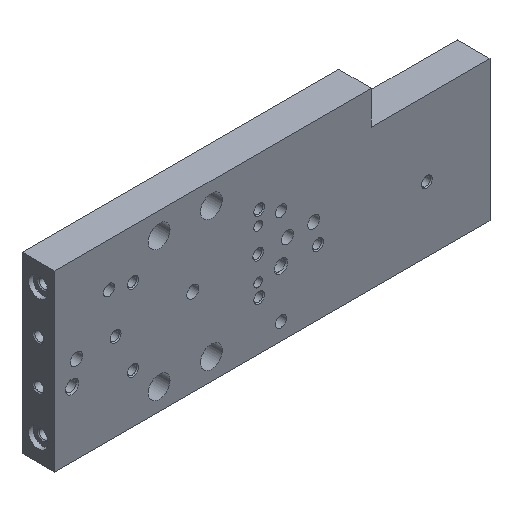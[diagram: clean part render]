
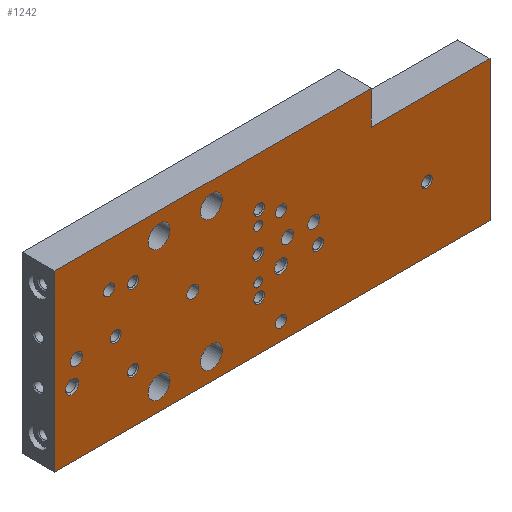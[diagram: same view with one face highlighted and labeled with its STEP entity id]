
A CAD part, isometric view. The second image highlights one B-rep face of the part: STEP entity #1242.
In plain terms, the highlighted planar face has unit normal (0, -1, 0).
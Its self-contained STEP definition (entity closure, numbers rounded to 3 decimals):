
#57=LINE('',#2022,#75);
#61=LINE('',#2031,#79);
#64=LINE('',#2037,#82);
#67=LINE('',#2043,#85);
#70=LINE('',#2049,#88);
#73=LINE('',#2055,#91);
#75=VECTOR('',#1561,1000.);
#79=VECTOR('',#1567,1000.);
#82=VECTOR('',#1572,1000.);
#85=VECTOR('',#1577,1000.);
#88=VECTOR('',#1582,1000.);
#91=VECTOR('',#1587,1000.);
#100=PLANE('',#1378);
#174=ORIENTED_EDGE('',*,*,#418,.F.);
#175=ORIENTED_EDGE('',*,*,#419,.F.);
#176=ORIENTED_EDGE('',*,*,#420,.F.);
#177=ORIENTED_EDGE('',*,*,#421,.F.);
#178=ORIENTED_EDGE('',*,*,#422,.F.);
#179=ORIENTED_EDGE('',*,*,#423,.F.);
#180=ORIENTED_EDGE('',*,*,#424,.F.);
#181=ORIENTED_EDGE('',*,*,#425,.F.);
#182=ORIENTED_EDGE('',*,*,#426,.F.);
#183=ORIENTED_EDGE('',*,*,#427,.F.);
#184=ORIENTED_EDGE('',*,*,#428,.F.);
#185=ORIENTED_EDGE('',*,*,#429,.F.);
#186=ORIENTED_EDGE('',*,*,#430,.F.);
#187=ORIENTED_EDGE('',*,*,#431,.F.);
#188=ORIENTED_EDGE('',*,*,#432,.F.);
#189=ORIENTED_EDGE('',*,*,#433,.F.);
#190=ORIENTED_EDGE('',*,*,#434,.F.);
#191=ORIENTED_EDGE('',*,*,#435,.F.);
#192=ORIENTED_EDGE('',*,*,#436,.F.);
#193=ORIENTED_EDGE('',*,*,#437,.F.);
#194=ORIENTED_EDGE('',*,*,#438,.F.);
#195=ORIENTED_EDGE('',*,*,#439,.F.);
#196=ORIENTED_EDGE('',*,*,#440,.F.);
#197=ORIENTED_EDGE('',*,*,#377,.F.);
#198=ORIENTED_EDGE('',*,*,#393,.F.);
#199=ORIENTED_EDGE('',*,*,#390,.F.);
#200=ORIENTED_EDGE('',*,*,#387,.F.);
#201=ORIENTED_EDGE('',*,*,#384,.F.);
#202=ORIENTED_EDGE('',*,*,#381,.F.);
#377=EDGE_CURVE('',#505,#506,#57,.T.);
#381=EDGE_CURVE('',#506,#509,#61,.T.);
#384=EDGE_CURVE('',#509,#511,#64,.T.);
#387=EDGE_CURVE('',#511,#513,#67,.T.);
#390=EDGE_CURVE('',#513,#515,#70,.T.);
#393=EDGE_CURVE('',#515,#505,#73,.T.);
#418=EDGE_CURVE('',#540,#540,#652,.T.);
#419=EDGE_CURVE('',#541,#541,#653,.T.);
#420=EDGE_CURVE('',#542,#542,#654,.T.);
#421=EDGE_CURVE('',#543,#543,#655,.T.);
#422=EDGE_CURVE('',#544,#544,#656,.T.);
#423=EDGE_CURVE('',#545,#545,#657,.T.);
#424=EDGE_CURVE('',#546,#546,#658,.T.);
#425=EDGE_CURVE('',#547,#547,#659,.T.);
#426=EDGE_CURVE('',#548,#548,#660,.T.);
#427=EDGE_CURVE('',#549,#549,#661,.T.);
#428=EDGE_CURVE('',#550,#550,#662,.T.);
#429=EDGE_CURVE('',#551,#551,#663,.T.);
#430=EDGE_CURVE('',#552,#552,#664,.T.);
#431=EDGE_CURVE('',#553,#553,#665,.T.);
#432=EDGE_CURVE('',#554,#554,#666,.T.);
#433=EDGE_CURVE('',#555,#555,#667,.T.);
#434=EDGE_CURVE('',#556,#556,#668,.T.);
#435=EDGE_CURVE('',#557,#557,#669,.T.);
#436=EDGE_CURVE('',#558,#558,#670,.T.);
#437=EDGE_CURVE('',#559,#559,#671,.T.);
#438=EDGE_CURVE('',#560,#560,#672,.T.);
#439=EDGE_CURVE('',#561,#561,#673,.T.);
#440=EDGE_CURVE('',#562,#562,#674,.T.);
#505=VERTEX_POINT('',#2023);
#506=VERTEX_POINT('',#2024);
#509=VERTEX_POINT('',#2032);
#511=VERTEX_POINT('',#2038);
#513=VERTEX_POINT('',#2044);
#515=VERTEX_POINT('',#2050);
#540=VERTEX_POINT('',#2106);
#541=VERTEX_POINT('',#2108);
#542=VERTEX_POINT('',#2110);
#543=VERTEX_POINT('',#2112);
#544=VERTEX_POINT('',#2114);
#545=VERTEX_POINT('',#2116);
#546=VERTEX_POINT('',#2118);
#547=VERTEX_POINT('',#2120);
#548=VERTEX_POINT('',#2122);
#549=VERTEX_POINT('',#2124);
#550=VERTEX_POINT('',#2126);
#551=VERTEX_POINT('',#2128);
#552=VERTEX_POINT('',#2130);
#553=VERTEX_POINT('',#2132);
#554=VERTEX_POINT('',#2134);
#555=VERTEX_POINT('',#2136);
#556=VERTEX_POINT('',#2138);
#557=VERTEX_POINT('',#2140);
#558=VERTEX_POINT('',#2142);
#559=VERTEX_POINT('',#2144);
#560=VERTEX_POINT('',#2146);
#561=VERTEX_POINT('',#2148);
#562=VERTEX_POINT('',#2150);
#652=CIRCLE('',#1379,2.5);
#653=CIRCLE('',#1380,2.5);
#654=CIRCLE('',#1381,2.5);
#655=CIRCLE('',#1382,2.5);
#656=CIRCLE('',#1383,2.);
#657=CIRCLE('',#1384,2.);
#658=CIRCLE('',#1385,2.5);
#659=CIRCLE('',#1386,2.5);
#660=CIRCLE('',#1387,2.5);
#661=CIRCLE('',#1388,2.5);
#662=CIRCLE('',#1389,2.5);
#663=CIRCLE('',#1390,2.5);
#664=CIRCLE('',#1391,2.5);
#665=CIRCLE('',#1392,3.);
#666=CIRCLE('',#1393,3.);
#667=CIRCLE('',#1394,5.);
#668=CIRCLE('',#1395,5.);
#669=CIRCLE('',#1396,5.);
#670=CIRCLE('',#1397,5.);
#671=CIRCLE('',#1398,2.75);
#672=CIRCLE('',#1399,2.75);
#673=CIRCLE('',#1400,2.75);
#674=CIRCLE('',#1401,2.75);
#769=EDGE_LOOP('',(#174));
#770=EDGE_LOOP('',(#175));
#771=EDGE_LOOP('',(#176));
#772=EDGE_LOOP('',(#177));
#773=EDGE_LOOP('',(#178));
#774=EDGE_LOOP('',(#179));
#775=EDGE_LOOP('',(#180));
#776=EDGE_LOOP('',(#181));
#777=EDGE_LOOP('',(#182));
#778=EDGE_LOOP('',(#183));
#779=EDGE_LOOP('',(#184));
#780=EDGE_LOOP('',(#185));
#781=EDGE_LOOP('',(#186));
#782=EDGE_LOOP('',(#187));
#783=EDGE_LOOP('',(#188));
#784=EDGE_LOOP('',(#189));
#785=EDGE_LOOP('',(#190));
#786=EDGE_LOOP('',(#191));
#787=EDGE_LOOP('',(#192));
#788=EDGE_LOOP('',(#193));
#789=EDGE_LOOP('',(#194));
#790=EDGE_LOOP('',(#195));
#791=EDGE_LOOP('',(#196));
#792=EDGE_LOOP('',(#197,#198,#199,#200,#201,#202));
#997=FACE_BOUND('',#769,.T.);
#998=FACE_BOUND('',#770,.T.);
#999=FACE_BOUND('',#771,.T.);
#1000=FACE_BOUND('',#772,.T.);
#1001=FACE_BOUND('',#773,.T.);
#1002=FACE_BOUND('',#774,.T.);
#1003=FACE_BOUND('',#775,.T.);
#1004=FACE_BOUND('',#776,.T.);
#1005=FACE_BOUND('',#777,.T.);
#1006=FACE_BOUND('',#778,.T.);
#1007=FACE_BOUND('',#779,.T.);
#1008=FACE_BOUND('',#780,.T.);
#1009=FACE_BOUND('',#781,.T.);
#1010=FACE_BOUND('',#782,.T.);
#1011=FACE_BOUND('',#783,.T.);
#1012=FACE_BOUND('',#784,.T.);
#1013=FACE_BOUND('',#785,.T.);
#1014=FACE_BOUND('',#786,.T.);
#1015=FACE_BOUND('',#787,.T.);
#1016=FACE_BOUND('',#788,.T.);
#1017=FACE_BOUND('',#789,.T.);
#1018=FACE_BOUND('',#790,.T.);
#1019=FACE_BOUND('',#791,.T.);
#1020=FACE_BOUND('',#792,.T.);
#1242=ADVANCED_FACE('',(#997,#998,#999,#1000,#1001,#1002,#1003,#1004,#1005,
#1006,#1007,#1008,#1009,#1010,#1011,#1012,#1013,#1014,#1015,#1016,#1017,
#1018,#1019,#1020),#100,.F.);
#1378=AXIS2_PLACEMENT_3D('',#2104,#1637,#1638);
#1379=AXIS2_PLACEMENT_3D('',#2105,#1639,#1640);
#1380=AXIS2_PLACEMENT_3D('',#2107,#1641,#1642);
#1381=AXIS2_PLACEMENT_3D('',#2109,#1643,#1644);
#1382=AXIS2_PLACEMENT_3D('',#2111,#1645,#1646);
#1383=AXIS2_PLACEMENT_3D('',#2113,#1647,#1648);
#1384=AXIS2_PLACEMENT_3D('',#2115,#1649,#1650);
#1385=AXIS2_PLACEMENT_3D('',#2117,#1651,#1652);
#1386=AXIS2_PLACEMENT_3D('',#2119,#1653,#1654);
#1387=AXIS2_PLACEMENT_3D('',#2121,#1655,#1656);
#1388=AXIS2_PLACEMENT_3D('',#2123,#1657,#1658);
#1389=AXIS2_PLACEMENT_3D('',#2125,#1659,#1660);
#1390=AXIS2_PLACEMENT_3D('',#2127,#1661,#1662);
#1391=AXIS2_PLACEMENT_3D('',#2129,#1663,#1664);
#1392=AXIS2_PLACEMENT_3D('',#2131,#1665,#1666);
#1393=AXIS2_PLACEMENT_3D('',#2133,#1667,#1668);
#1394=AXIS2_PLACEMENT_3D('',#2135,#1669,#1670);
#1395=AXIS2_PLACEMENT_3D('',#2137,#1671,#1672);
#1396=AXIS2_PLACEMENT_3D('',#2139,#1673,#1674);
#1397=AXIS2_PLACEMENT_3D('',#2141,#1675,#1676);
#1398=AXIS2_PLACEMENT_3D('',#2143,#1677,#1678);
#1399=AXIS2_PLACEMENT_3D('',#2145,#1679,#1680);
#1400=AXIS2_PLACEMENT_3D('',#2147,#1681,#1682);
#1401=AXIS2_PLACEMENT_3D('',#2149,#1683,#1684);
#1561=DIRECTION('',(0.,0.,1.));
#1567=DIRECTION('',(1.,0.,0.));
#1572=DIRECTION('',(0.,0.,-1.));
#1577=DIRECTION('',(1.,0.,0.));
#1582=DIRECTION('',(0.,0.,-1.));
#1587=DIRECTION('',(-1.,0.,0.));
#1637=DIRECTION('',(0.,1.,0.));
#1638=DIRECTION('',(0.,0.,1.));
#1639=DIRECTION('',(0.,-1.,0.));
#1640=DIRECTION('',(0.,0.,-1.));
#1641=DIRECTION('',(0.,-1.,0.));
#1642=DIRECTION('',(0.,0.,-1.));
#1643=DIRECTION('',(0.,-1.,0.));
#1644=DIRECTION('',(0.,0.,-1.));
#1645=DIRECTION('',(0.,-1.,0.));
#1646=DIRECTION('',(0.,0.,-1.));
#1647=DIRECTION('',(0.,-1.,0.));
#1648=DIRECTION('',(0.,0.,-1.));
#1649=DIRECTION('',(0.,-1.,0.));
#1650=DIRECTION('',(0.,0.,-1.));
#1651=DIRECTION('',(0.,-1.,0.));
#1652=DIRECTION('',(0.,0.,-1.));
#1653=DIRECTION('',(0.,-1.,0.));
#1654=DIRECTION('',(0.,0.,-1.));
#1655=DIRECTION('',(0.,-1.,0.));
#1656=DIRECTION('',(0.,0.,-1.));
#1657=DIRECTION('',(0.,-1.,0.));
#1658=DIRECTION('',(0.,0.,-1.));
#1659=DIRECTION('',(0.,-1.,0.));
#1660=DIRECTION('',(0.,0.,-1.));
#1661=DIRECTION('',(0.,-1.,0.));
#1662=DIRECTION('',(0.,0.,-1.));
#1663=DIRECTION('',(0.,-1.,0.));
#1664=DIRECTION('',(0.,0.,-1.));
#1665=DIRECTION('',(0.,-1.,0.));
#1666=DIRECTION('',(0.,0.,-1.));
#1667=DIRECTION('',(0.,-1.,0.));
#1668=DIRECTION('',(0.,0.,-1.));
#1669=DIRECTION('',(0.,-1.,0.));
#1670=DIRECTION('',(0.,0.,-1.));
#1671=DIRECTION('',(0.,-1.,0.));
#1672=DIRECTION('',(0.,0.,-1.));
#1673=DIRECTION('',(0.,-1.,0.));
#1674=DIRECTION('',(0.,0.,-1.));
#1675=DIRECTION('',(0.,-1.,0.));
#1676=DIRECTION('',(0.,0.,-1.));
#1677=DIRECTION('',(0.,-1.,0.));
#1678=DIRECTION('',(0.,0.,-1.));
#1679=DIRECTION('',(0.,-1.,0.));
#1680=DIRECTION('',(0.,0.,-1.));
#1681=DIRECTION('',(0.,-1.,0.));
#1682=DIRECTION('',(0.,0.,-1.));
#1683=DIRECTION('',(0.,-1.,0.));
#1684=DIRECTION('',(0.,0.,-1.));
#2022=CARTESIAN_POINT('',(0.,0.,-40.));
#2023=CARTESIAN_POINT('',(0.,0.,-40.));
#2024=CARTESIAN_POINT('',(0.,0.,40.));
#2031=CARTESIAN_POINT('',(0.,0.,40.));
#2032=CARTESIAN_POINT('',(145.5,0.,40.));
#2037=CARTESIAN_POINT('',(145.5,0.,40.));
#2038=CARTESIAN_POINT('',(145.5,0.,24.5));
#2043=CARTESIAN_POINT('',(145.5,0.,24.5));
#2044=CARTESIAN_POINT('',(200.,0.,24.5));
#2049=CARTESIAN_POINT('',(200.,0.,24.5));
#2050=CARTESIAN_POINT('',(200.,0.,-40.));
#2055=CARTESIAN_POINT('',(200.,0.,-40.));
#2104=CARTESIAN_POINT('',(0.,0.,0.));
#2105=CARTESIAN_POINT('',(25.,0.,20.));
#2106=CARTESIAN_POINT('',(25.,0.,17.5));
#2107=CARTESIAN_POINT('',(28.,0.,0.));
#2108=CARTESIAN_POINT('',(28.,0.,-2.5));
#2109=CARTESIAN_POINT('',(36.,0.,17.5));
#2110=CARTESIAN_POINT('',(36.,0.,15.));
#2111=CARTESIAN_POINT('',(36.,0.,-17.5));
#2112=CARTESIAN_POINT('',(36.,0.,-20.));
#2113=CARTESIAN_POINT('',(93.5,0.,11.25));
#2114=CARTESIAN_POINT('',(93.5,0.,9.25));
#2115=CARTESIAN_POINT('',(93.5,0.,-11.25));
#2116=CARTESIAN_POINT('',(93.5,0.,-13.25));
#2117=CARTESIAN_POINT('',(93.5,0.,0.));
#2118=CARTESIAN_POINT('',(93.5,0.,-2.5));
#2119=CARTESIAN_POINT('',(94.,0.,17.5));
#2120=CARTESIAN_POINT('',(94.,0.,15.));
#2121=CARTESIAN_POINT('',(94.,0.,-17.5));
#2122=CARTESIAN_POINT('',(94.,0.,-20.));
#2123=CARTESIAN_POINT('',(104.,0.,12.));
#2124=CARTESIAN_POINT('',(104.,0.,9.5));
#2125=CARTESIAN_POINT('',(104.,0.,-32.));
#2126=CARTESIAN_POINT('',(104.,0.,-34.5));
#2127=CARTESIAN_POINT('',(171.,0.,-10.));
#2128=CARTESIAN_POINT('',(171.,0.,-12.5));
#2129=CARTESIAN_POINT('',(121.,0.,-10.));
#2130=CARTESIAN_POINT('',(121.,0.,-12.5));
#2131=CARTESIAN_POINT('',(104.,0.,-10.));
#2132=CARTESIAN_POINT('',(104.,0.,-13.));
#2133=CARTESIAN_POINT('',(8.,0.,-10.));
#2134=CARTESIAN_POINT('',(8.,0.,-13.));
#2135=CARTESIAN_POINT('',(72.,0.,-30.));
#2136=CARTESIAN_POINT('',(72.,0.,-35.));
#2137=CARTESIAN_POINT('',(48.,0.,-30.));
#2138=CARTESIAN_POINT('',(48.,0.,-35.));
#2139=CARTESIAN_POINT('',(72.,0.,30.));
#2140=CARTESIAN_POINT('',(72.,0.,25.));
#2141=CARTESIAN_POINT('',(48.,0.,30.));
#2142=CARTESIAN_POINT('',(48.,0.,25.));
#2143=CARTESIAN_POINT('',(119.,0.,0.));
#2144=CARTESIAN_POINT('',(119.,0.,-2.75));
#2145=CARTESIAN_POINT('',(107.,0.,0.));
#2146=CARTESIAN_POINT('',(107.,0.,-2.75));
#2147=CARTESIAN_POINT('',(63.5,0.,0.));
#2148=CARTESIAN_POINT('',(63.5,0.,-2.75));
#2149=CARTESIAN_POINT('',(10.,0.,0.));
#2150=CARTESIAN_POINT('',(10.,0.,-2.75));
